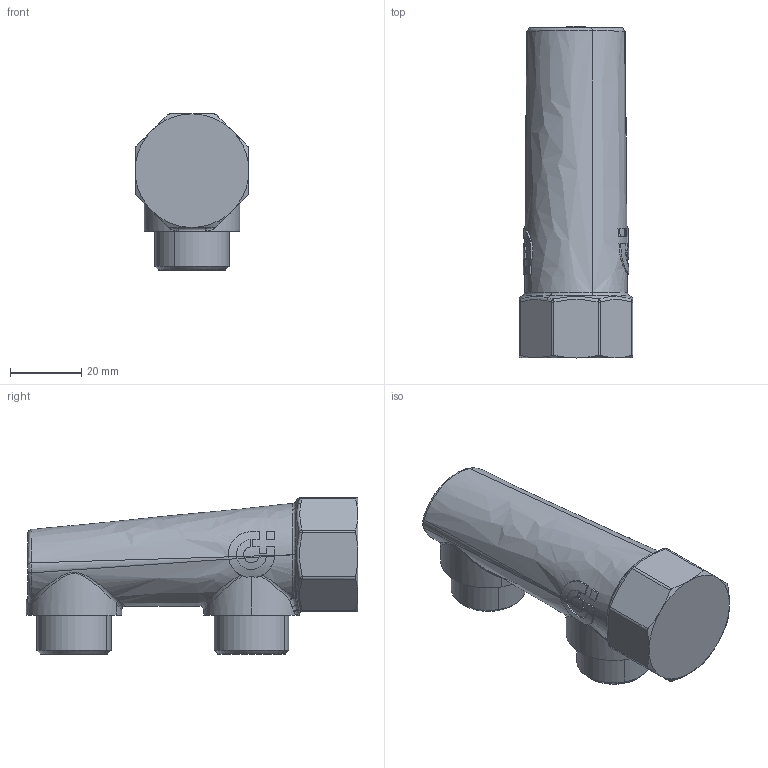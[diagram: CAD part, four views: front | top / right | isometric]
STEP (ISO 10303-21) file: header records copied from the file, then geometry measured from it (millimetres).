
FILE_DESCRIPTION(('CATIA V5 STEP Exchange'),'2;1');
FILE_NAME('STEP_598521_-_TST.stp','2017-08-23T12:27:53+00:00',('none'),('none'),'CATIA Version 5-6 Release 2014 SP5','CATIA V5 STEP AP203','none');
FILE_SCHEMA(('CONFIG_CONTROL_DESIGN'));
Length unit declared in the file: millimetre
Products named in the file (1): 598521 - TST
Bounding box: 32 x 93.5 x 44 mm (x, y, z)
Volume: 68859.3 mm3; surface area: 11764.9 mm2
Topology: 1 solids, 1 shells, 189 faces, 478 edges, 288 vertices
Faces by surface type: bspline 78, plane 47, cylinder 31, cone 19, sphere 10, torus 4
Entity records: 10688 total; most frequent: CARTESIAN_POINT 7225, ORIENTED_EDGE 940, EDGE_CURVE 470, B_SPLINE_CURVE_WITH_KNOTS 324, DIRECTION 296, VERTEX_POINT 288, EDGE_LOOP 194, ADVANCED_FACE 189
